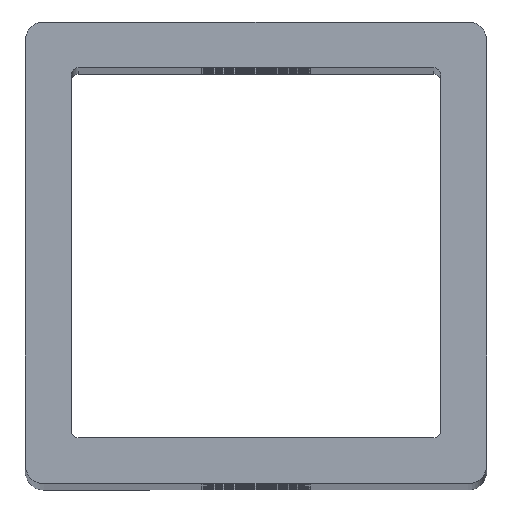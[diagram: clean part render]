
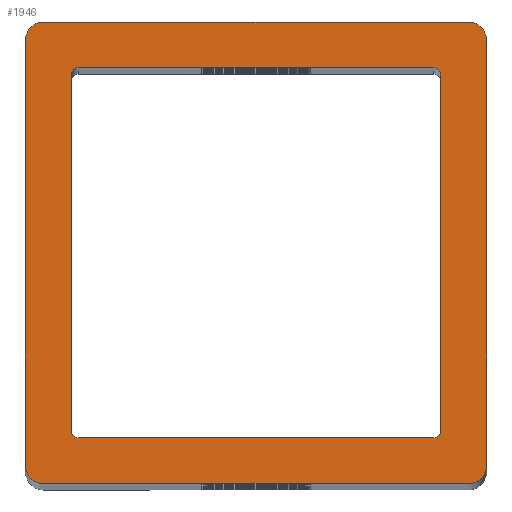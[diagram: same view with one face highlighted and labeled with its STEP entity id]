
A CAD part, top view. The second image highlights one B-rep face of the part: STEP entity #1946.
In plain terms, the highlighted planar face has unit normal (0, 0, 1).
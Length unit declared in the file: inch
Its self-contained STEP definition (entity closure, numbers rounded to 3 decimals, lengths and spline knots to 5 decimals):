
#21 = DIRECTION ( 'NONE',  ( 0., -1., 0. ) ) ;
#31 = CARTESIAN_POINT ( 'NONE',  ( -0.31496, -0.31496, 5.03937 ) ) ;
#36 = ORIENTED_EDGE ( 'NONE', *, *, #217, .T. ) ;
#48 = DIRECTION ( 'NONE',  ( 1., 0., 0. ) ) ;
#109 = CARTESIAN_POINT ( 'NONE',  ( -0.24246, 0.24246, 5.03937 ) ) ;
#124 = CARTESIAN_POINT ( 'NONE',  ( 0.25246, -0.25246, 5.03937 ) ) ;
#133 = CARTESIAN_POINT ( 'NONE',  ( -0.25246, 0.24246, 5.03937 ) ) ;
#140 = EDGE_CURVE ( 'NONE', #1927, #2027, #823, .T. ) ;
#158 = DIRECTION ( 'NONE',  ( 0., 0., 1. ) ) ;
#165 = DIRECTION ( 'NONE',  ( 0., 1., 0. ) ) ;
#179 = PLANE ( 'NONE',  #2968 ) ;
#215 = CARTESIAN_POINT ( 'NONE',  ( 0.28996, -0.28996, 5.03937 ) ) ;
#217 = EDGE_CURVE ( 'NONE', #1415, #2767, #3454, .T. ) ;
#268 = VERTEX_POINT ( 'NONE', #3336 ) ;
#275 = AXIS2_PLACEMENT_3D ( 'NONE', #215, #2176, #510 ) ;
#279 = VECTOR ( 'NONE', #894, 39.37008 ) ;
#327 = AXIS2_PLACEMENT_3D ( 'NONE', #1584, #3271, #2989 ) ;
#348 = VERTEX_POINT ( 'NONE', #3153 ) ;
#352 = CARTESIAN_POINT ( 'NONE',  ( 0.25246, -0.25246, 5.03937 ) ) ;
#356 = EDGE_CURVE ( 'NONE', #2068, #348, #524, .T. ) ;
#370 = LINE ( 'NONE', #3076, #3185 ) ;
#376 = LINE ( 'NONE', #2851, #279 ) ;
#388 = EDGE_CURVE ( 'NONE', #2767, #1887, #1175, .T. ) ;
#441 = DIRECTION ( 'NONE',  ( 0., 0., 1. ) ) ;
#497 = ORIENTED_EDGE ( 'NONE', *, *, #1844, .F. ) ;
#510 = DIRECTION ( 'NONE',  ( 1., 0., 0. ) ) ;
#524 = LINE ( 'NONE', #124, #1921 ) ;
#549 = ORIENTED_EDGE ( 'NONE', *, *, #2631, .F. ) ;
#566 = CARTESIAN_POINT ( 'NONE',  ( -0.25246, -0.24246, 5.03937 ) ) ;
#589 = CARTESIAN_POINT ( 'NONE',  ( -0.25246, -0.25246, 5.03937 ) ) ;
#650 = VECTOR ( 'NONE', #2691, 39.37008 ) ;
#695 = CARTESIAN_POINT ( 'NONE',  ( -0.28996, -0.28996, 5.03937 ) ) ;
#740 = CARTESIAN_POINT ( 'NONE',  ( -0.24246, 0.25246, 5.03937 ) ) ;
#780 = ORIENTED_EDGE ( 'NONE', *, *, #1279, .T. ) ;
#790 = EDGE_CURVE ( 'NONE', #2068, #2281, #812, .T. ) ;
#812 = CIRCLE ( 'NONE', #327, 0.01 ) ;
#823 = LINE ( 'NONE', #1041, #650 ) ;
#861 = EDGE_CURVE ( 'NONE', #1767, #3128, #2789, .T. ) ;
#870 = EDGE_LOOP ( 'NONE', ( #3512, #2024, #2728, #1967, #2221, #1156, #549, #36 ) ) ;
#885 = DIRECTION ( 'NONE',  ( 0., 0., -1. ) ) ;
#894 = DIRECTION ( 'NONE',  ( -1., 0., 0. ) ) ;
#927 = ORIENTED_EDGE ( 'NONE', *, *, #3604, .F. ) ;
#948 = LINE ( 'NONE', #31, #2347 ) ;
#980 = EDGE_CURVE ( 'NONE', #1767, #2156, #948, .T. ) ;
#979 = DIRECTION ( 'NONE',  ( 0., 0., 1. ) ) ;
#992 = VERTEX_POINT ( 'NONE', #1226 ) ;
#1041 = CARTESIAN_POINT ( 'NONE',  ( 0.25246, 0.25246, 5.03937 ) ) ;
#1045 = CARTESIAN_POINT ( 'NONE',  ( 0.25246, -0.24246, 5.03937 ) ) ;
#1048 = CARTESIAN_POINT ( 'NONE',  ( 0.24246, 0.24246, 5.03937 ) ) ;
#1078 = CARTESIAN_POINT ( 'NONE',  ( -0.31496, 0.28996, 5.03937 ) ) ;
#1156 = ORIENTED_EDGE ( 'NONE', *, *, #861, .T. ) ;
#1175 = LINE ( 'NONE', #1462, #3414 ) ;
#1226 = CARTESIAN_POINT ( 'NONE',  ( -0.28996, 0.31496, 5.03937 ) ) ;
#1229 = CARTESIAN_POINT ( 'NONE',  ( 0.31496, 0.28996, 5.03937 ) ) ;
#1247 = DIRECTION ( 'NONE',  ( 0., 0., -1. ) ) ;
#1268 = AXIS2_PLACEMENT_3D ( 'NONE', #695, #979, #2935 ) ;
#1278 = AXIS2_PLACEMENT_3D ( 'NONE', #2412, #158, #2127 ) ;
#1279 = EDGE_CURVE ( 'NONE', #3257, #2027, #1733, .T. ) ;
#1297 = VECTOR ( 'NONE', #48, 39.37008 ) ;
#1327 = VECTOR ( 'NONE', #21, 39.37008 ) ;
#1415 = VERTEX_POINT ( 'NONE', #1632 ) ;
#1430 = EDGE_CURVE ( 'NONE', #1927, #348, #3199, .T. ) ;
#1462 = CARTESIAN_POINT ( 'NONE',  ( 0.31496, -0.31496, 5.03937 ) ) ;
#1525 = DIRECTION ( 'NONE',  ( 1., 0., 0. ) ) ;
#1584 = CARTESIAN_POINT ( 'NONE',  ( 0.24246, -0.24246, 5.03937 ) ) ;
#1632 = CARTESIAN_POINT ( 'NONE',  ( 0.28996, -0.31496, 5.03937 ) ) ;
#1686 = EDGE_CURVE ( 'NONE', #992, #2156, #1825, .T. ) ;
#1733 = CIRCLE ( 'NONE', #3322, 0.01 ) ;
#1767 = VERTEX_POINT ( 'NONE', #2600 ) ;
#1825 = CIRCLE ( 'NONE', #2099, 0.025 ) ;
#1829 = CARTESIAN_POINT ( 'NONE',  ( 0.31496, -0.31496, 5.03937 ) ) ;
#1838 = ORIENTED_EDGE ( 'NONE', *, *, #790, .T. ) ;
#1844 = EDGE_CURVE ( 'NONE', #268, #2281, #3537, .T. ) ;
#1866 = FACE_BOUND ( 'NONE', #3450, .T. ) ;
#1887 = VERTEX_POINT ( 'NONE', #1229 ) ;
#1889 = EDGE_CURVE ( 'NONE', #1887, #2815, #2048, .T. ) ;
#1921 = VECTOR ( 'NONE', #2298, 39.37008 ) ;
#1927 = VERTEX_POINT ( 'NONE', #2964 ) ;
#1932 = AXIS2_PLACEMENT_3D ( 'NONE', #1048, #2442, #3089 ) ;
#1946 = ADVANCED_FACE ( 'NONE', ( #1866, #2524 ), #179, .T. ) ;
#1967 = ORIENTED_EDGE ( 'NONE', *, *, #1686, .T. ) ;
#2024 = ORIENTED_EDGE ( 'NONE', *, *, #1889, .T. ) ;
#2027 = VERTEX_POINT ( 'NONE', #740 ) ;
#2048 = CIRCLE ( 'NONE', #1278, 0.025 ) ;
#2053 = CARTESIAN_POINT ( 'NONE',  ( -0.28996, -0.31496, 5.03937 ) ) ;
#2068 = VERTEX_POINT ( 'NONE', #1045 ) ;
#2073 = LINE ( 'NONE', #589, #1327 ) ;
#2092 = CARTESIAN_POINT ( 'NONE',  ( 0.28996, 0.31496, 5.03937 ) ) ;
#2099 = AXIS2_PLACEMENT_3D ( 'NONE', #2689, #441, #2402 ) ;
#2127 = DIRECTION ( 'NONE',  ( 1., 0., 0. ) ) ;
#2156 = VERTEX_POINT ( 'NONE', #1078 ) ;
#2176 = DIRECTION ( 'NONE',  ( 0., 0., 1. ) ) ;
#2221 = ORIENTED_EDGE ( 'NONE', *, *, #980, .F. ) ;
#2281 = VERTEX_POINT ( 'NONE', #2542 ) ;
#2298 = DIRECTION ( 'NONE',  ( 0., 1., 0. ) ) ;
#2347 = VECTOR ( 'NONE', #165, 39.37008 ) ;
#2402 = DIRECTION ( 'NONE',  ( 1., 0., 0. ) ) ;
#2412 = CARTESIAN_POINT ( 'NONE',  ( 0.28996, 0.28996, 5.03937 ) ) ;
#2442 = DIRECTION ( 'NONE',  ( 0., 0., -1. ) ) ;
#2502 = DIRECTION ( 'NONE',  ( -1., 0., 0. ) ) ;
#2524 = FACE_OUTER_BOUND ( 'NONE', #870, .T. ) ;
#2537 = ORIENTED_EDGE ( 'NONE', *, *, #1430, .T. ) ;
#2542 = CARTESIAN_POINT ( 'NONE',  ( 0.24246, -0.25246, 5.03937 ) ) ;
#2556 = CARTESIAN_POINT ( 'NONE',  ( -0.24246, -0.24246, 5.03937 ) ) ;
#2600 = CARTESIAN_POINT ( 'NONE',  ( -0.31496, -0.28996, 5.03937 ) ) ;
#2631 = EDGE_CURVE ( 'NONE', #1415, #3128, #376, .T. ) ;
#2641 = ORIENTED_EDGE ( 'NONE', *, *, #140, .F. ) ;
#2689 = CARTESIAN_POINT ( 'NONE',  ( -0.28996, 0.28996, 5.03937 ) ) ;
#2691 = DIRECTION ( 'NONE',  ( -1., 0., 0. ) ) ;
#2728 = ORIENTED_EDGE ( 'NONE', *, *, #3466, .T. ) ;
#2764 = AXIS2_PLACEMENT_3D ( 'NONE', #2556, #885, #2841 ) ;
#2767 = VERTEX_POINT ( 'NONE', #3189 ) ;
#2789 = CIRCLE ( 'NONE', #1268, 0.025 ) ;
#2815 = VERTEX_POINT ( 'NONE', #2092 ) ;
#2816 = CIRCLE ( 'NONE', #2764, 0.01 ) ;
#2841 = DIRECTION ( 'NONE',  ( 1., 0., 0. ) ) ;
#2851 = CARTESIAN_POINT ( 'NONE',  ( 0.31496, -0.31496, 5.03937 ) ) ;
#2859 = ORIENTED_EDGE ( 'NONE', *, *, #3611, .T. ) ;
#2935 = DIRECTION ( 'NONE',  ( 1., 0., 0. ) ) ;
#2964 = CARTESIAN_POINT ( 'NONE',  ( 0.24246, 0.25246, 5.03937 ) ) ;
#2968 = AXIS2_PLACEMENT_3D ( 'NONE', #1829, #3508, #3302 ) ;
#2989 = DIRECTION ( 'NONE',  ( 1., 0., 0. ) ) ;
#3045 = ORIENTED_EDGE ( 'NONE', *, *, #356, .F. ) ;
#3076 = CARTESIAN_POINT ( 'NONE',  ( 0.31496, 0.31496, 5.03937 ) ) ;
#3089 = DIRECTION ( 'NONE',  ( 1., 0., 0. ) ) ;
#3128 = VERTEX_POINT ( 'NONE', #2053 ) ;
#3153 = CARTESIAN_POINT ( 'NONE',  ( 0.25246, 0.24246, 5.03937 ) ) ;
#3185 = VECTOR ( 'NONE', #2502, 39.37008 ) ;
#3189 = CARTESIAN_POINT ( 'NONE',  ( 0.31496, -0.28996, 5.03937 ) ) ;
#3199 = CIRCLE ( 'NONE', #1932, 0.01 ) ;
#3257 = VERTEX_POINT ( 'NONE', #133 ) ;
#3271 = DIRECTION ( 'NONE',  ( 0., 0., -1. ) ) ;
#3302 = DIRECTION ( 'NONE',  ( 1., 0., 0. ) ) ;
#3322 = AXIS2_PLACEMENT_3D ( 'NONE', #109, #1247, #1525 ) ;
#3336 = CARTESIAN_POINT ( 'NONE',  ( -0.24246, -0.25246, 5.03937 ) ) ;
#3404 = DIRECTION ( 'NONE',  ( 0., 1., 0. ) ) ;
#3414 = VECTOR ( 'NONE', #3404, 39.37008 ) ;
#3450 = EDGE_LOOP ( 'NONE', ( #2641, #2537, #3045, #1838, #497, #2859, #927, #780 ) ) ;
#3454 = CIRCLE ( 'NONE', #275, 0.025 ) ;
#3466 = EDGE_CURVE ( 'NONE', #2815, #992, #370, .T. ) ;
#3508 = DIRECTION ( 'NONE',  ( 0., 0., 1. ) ) ;
#3512 = ORIENTED_EDGE ( 'NONE', *, *, #388, .T. ) ;
#3522 = VERTEX_POINT ( 'NONE', #566 ) ;
#3537 = LINE ( 'NONE', #352, #1297 ) ;
#3604 = EDGE_CURVE ( 'NONE', #3257, #3522, #2073, .T. ) ;
#3611 = EDGE_CURVE ( 'NONE', #268, #3522, #2816, .T. ) ;
